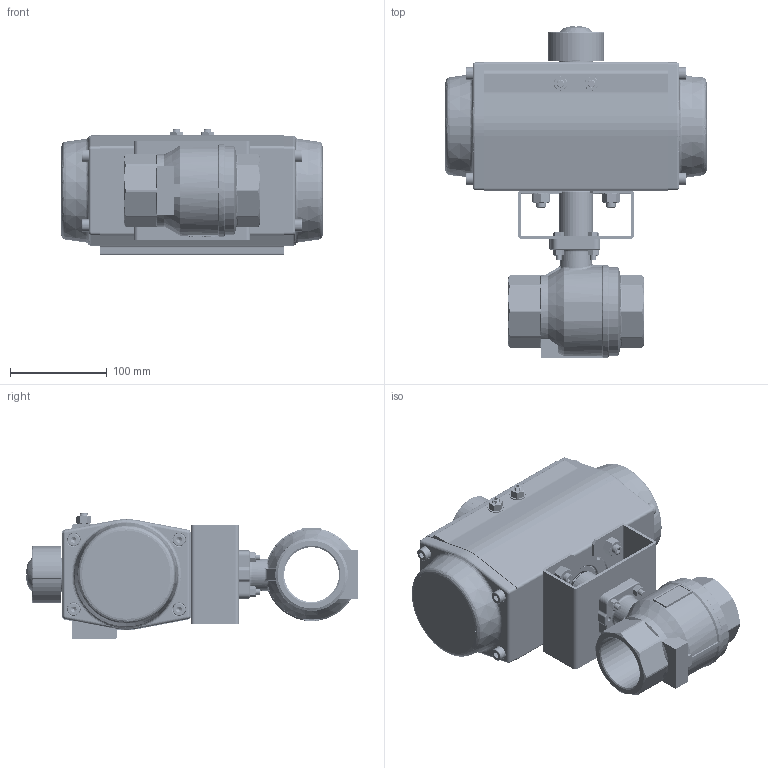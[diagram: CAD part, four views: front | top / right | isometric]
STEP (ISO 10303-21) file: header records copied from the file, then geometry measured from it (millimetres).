
FILE_DESCRIPTION (( 'STEP AP214' ), '1' );
FILE_NAME ('PK02_DN50_EWZ_DVGW.STEP', '2024-01-31T13:47:45', ( '' ), ( '' ), 'SwSTEP 2.0', 'SolidWorks 2021', '' );
FILE_SCHEMA (( 'AUTOMOTIVE_DESIGN' ));
Length unit declared in the file: metre
Products named in the file (33): hex screw gradeab_din_DIN EN 24017 - M6 x 25-N; hex nut gradec_din_Hexagon Nut ISO 4034 - M10 - N; AN02_GD-GS-105; GD-105-090-V22-FG-SA-Doku; AD01225035_AD01225035; GK06_DN50; GD-105-090-V22-FG-SA-Doku_16; PK02_DN50_EWZ_DVGW; GD-105-090-V22-FG-SA-Doku_7; GD-105-090-V22-FG-SA-Doku_25; GD-105-090-V22-FG-SA-Doku_11; GD-105-090-V22-FG-SA-Doku_13; GD-105-090-V22-FG-SA-Doku_15; GD-105-090-V22-FG-SA-Doku_5; GD-105-090-V22-FG-SA-Doku_10; GD-105-090-V22-FG-SA-Doku_4; GD-105-090-V22-FG-SA-Doku_17; GD-105-090-V22-FG-SA-Doku_9; GD-105-090-V22-FG-SA-Doku_23; GD-105-090-V22-FG-SA-Doku_2; hex nut gradec_din_Hexagon Nut ISO 4034 - M6 - N; GD-105-090-V22-FG-SA-Doku_18; GD-105-090-V22-FG-SA-Doku_20; GD-105-090-V22-FG-SA-Doku_14; BR03051050_BKF0510; socket set screw flat point_din_DIN 913 - M8 x 16-S; GD-105-090-V22-FG-SA-Doku_19; GD-105-090-V22-FG-SA-Doku_6; GD-105-090-V22-FG-SA-Doku_22; socket set screw flat point_din_DIN 913 - M10 x 30-N; GD-105-090-V22-FG-SA-Doku_8; GD-105-090-V22-FG-SA-Doku_12; GD-105-090-V22-FG-SA-Doku_24
Assembly tree (45 placements, depth 3):
  PK02_DN50_EWZ_DVGW
    GK06_DN50
    BR03051050_BKF0510
    AN02_GD-GS-105
      GD-105-090-V22-FG-SA-Doku_17
      GD-105-090-V22-FG-SA-Doku_2
      GD-105-090-V22-FG-SA-Doku_8
      GD-105-090-V22-FG-SA-Doku_19
      GD-105-090-V22-FG-SA-Doku_24
      GD-105-090-V22-FG-SA-Doku
      GD-105-090-V22-FG-SA-Doku_9
      GD-105-090-V22-FG-SA-Doku_6
      GD-105-090-V22-FG-SA-Doku_16
      GD-105-090-V22-FG-SA-Doku_13
      GD-105-090-V22-FG-SA-Doku_25
      GD-105-090-V22-FG-SA-Doku_10
      GD-105-090-V22-FG-SA-Doku_12
      GD-105-090-V22-FG-SA-Doku_18
      GD-105-090-V22-FG-SA-Doku_7
      GD-105-090-V22-FG-SA-Doku_15
      GD-105-090-V22-FG-SA-Doku_20
      GD-105-090-V22-FG-SA-Doku_5
      GD-105-090-V22-FG-SA-Doku_22
      GD-105-090-V22-FG-SA-Doku_4
      GD-105-090-V22-FG-SA-Doku_11
      GD-105-090-V22-FG-SA-Doku_23
      GD-105-090-V22-FG-SA-Doku_14
      socket set screw flat point_din_DIN 913 - M8 x 16-S  x2
    AD01225035_AD01225035
    socket set screw flat point_din_DIN 913 - M10 x 30-N  x4
    hex screw gradeab_din_DIN EN 24017 - M6 x 25-N  x4
    hex nut gradec_din_Hexagon Nut ISO 4034 - M6 - N  x4
    hex nut gradec_din_Hexagon Nut ISO 4034 - M10 - N  x4
Bounding box: 270 x 343.19 x 131.13 mm (x, y, z)
Volume: 629856.1 mm3; surface area: 555182.8 mm2
Topology: 23 solids, 2527 shells, 3709 faces, 14673 edges, 13290 vertices
Faces by surface type: cylinder 1060, bspline 1044, plane 1021, cone 507, torus 57, sphere 20
Entity records: 225332 total; most frequent: CARTESIAN_POINT 115401, DIRECTION 20535, ORIENTED_EDGE 15496, EDGE_CURVE 13541, VERTEX_POINT 12778, AXIS2_PLACEMENT_3D 7776, CIRCLE 5450, VECTOR 4983
